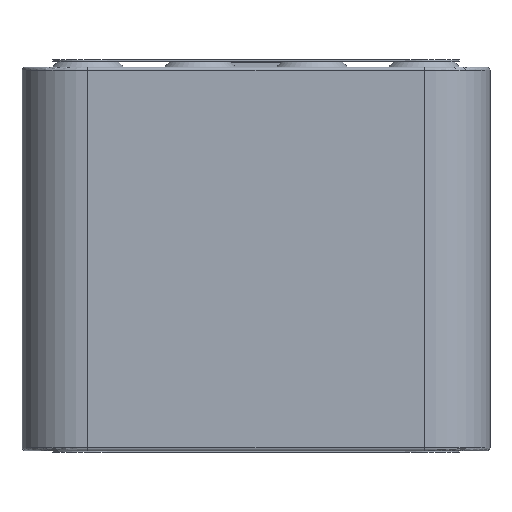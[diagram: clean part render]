
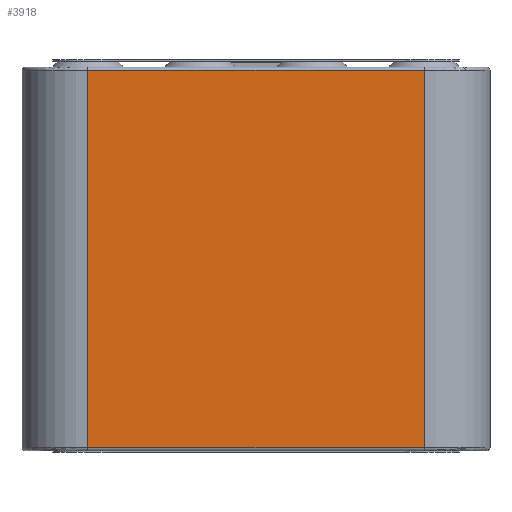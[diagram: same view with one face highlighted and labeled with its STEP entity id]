
A CAD part, front view. The second image highlights one B-rep face of the part: STEP entity #3918.
In plain terms, the highlighted planar face has unit normal (0, -1, 0).
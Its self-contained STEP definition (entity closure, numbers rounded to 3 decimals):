
#218=PLANE('',#4319);
#411=FACE_OUTER_BOUND('',#666,.T.);
#666=EDGE_LOOP('',(#2918,#2919,#2920,#2921));
#909=LINE('',#5972,#1312);
#914=LINE('',#6071,#1317);
#943=LINE('',#6192,#1346);
#944=LINE('',#6194,#1347);
#1312=VECTOR('',#4690,10.);
#1317=VECTOR('',#4717,10.);
#1346=VECTOR('',#4856,10.);
#1347=VECTOR('',#4859,10.);
#1867=VERTEX_POINT('',#5969);
#1868=VERTEX_POINT('',#5971);
#1878=VERTEX_POINT('',#6068);
#1879=VERTEX_POINT('',#6070);
#2210=EDGE_CURVE('',#1867,#1868,#909,.T.);
#2226=EDGE_CURVE('',#1879,#1878,#914,.T.);
#2288=EDGE_CURVE('',#1868,#1878,#943,.T.);
#2289=EDGE_CURVE('',#1879,#1867,#944,.T.);
#2918=ORIENTED_EDGE('',*,*,#2288,.F.);
#2919=ORIENTED_EDGE('',*,*,#2210,.F.);
#2920=ORIENTED_EDGE('',*,*,#2289,.F.);
#2921=ORIENTED_EDGE('',*,*,#2226,.T.);
#3918=ADVANCED_FACE('',(#411),#218,.T.);
#4319=AXIS2_PLACEMENT_3D('',#6193,#4857,#4858);
#4690=DIRECTION('',(0.,0.,-1.));
#4717=DIRECTION('',(0.,0.,-1.));
#4856=DIRECTION('',(-1.,0.,0.));
#4857=DIRECTION('center_axis',(0.,-1.,0.));
#4858=DIRECTION('ref_axis',(-1.,0.,0.));
#4859=DIRECTION('',(1.,0.,0.));
#5969=CARTESIAN_POINT('',(0.,-11.15,-0.5));
#5971=CARTESIAN_POINT('',(0.,-11.15,-64.5));
#5972=CARTESIAN_POINT('',(0.,-11.15,0.));
#6068=CARTESIAN_POINT('',(-57.,-11.15,-64.5));
#6070=CARTESIAN_POINT('',(-57.,-11.15,-0.5));
#6071=CARTESIAN_POINT('',(-57.,-11.15,0.));
#6192=CARTESIAN_POINT('',(-14.25,-11.15,-64.5));
#6193=CARTESIAN_POINT('Origin',(0.,-11.15,0.));
#6194=CARTESIAN_POINT('',(-14.25,-11.15,-0.5));
